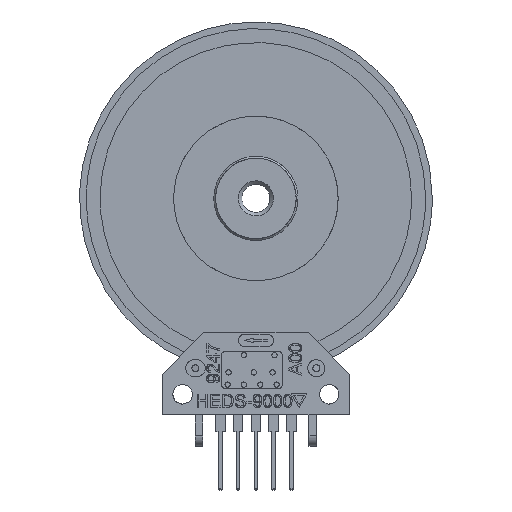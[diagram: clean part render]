
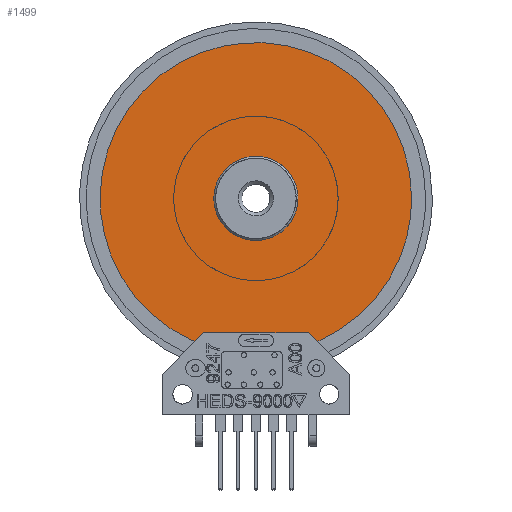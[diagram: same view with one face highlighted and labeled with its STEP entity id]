
A CAD part, top view. The second image highlights one B-rep face of the part: STEP entity #1499.
In plain terms, the highlighted free-form (B-spline) face has degree [2, 1] with [9, 2] control points.
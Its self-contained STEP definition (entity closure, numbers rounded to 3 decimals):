
#1499 = ADVANCED_FACE('',(#1500),#1536,.T.);
#1500 = FACE_BOUND('',#1501,.T.);
#1501 = EDGE_LOOP('',(#1502,#1511,#1523,#1524));
#1502 = ORIENTED_EDGE('',*,*,#1503,.F.);
#1503 = EDGE_CURVE('',#1504,#1506,#1508,.T.);
#1504 = VERTEX_POINT('',#1505);
#1505 = CARTESIAN_POINT('',(20.444,21.362,
    0.018));
#1506 = VERTEX_POINT('',#1507);
#1507 = CARTESIAN_POINT('',(5.513,21.362,
    0.018));
#1508 = B_SPLINE_CURVE_WITH_KNOTS('',1,(#1509,#1510),.UNSPECIFIED.,.F.,
  .F.,(2,2),(22.228,38.478),.PIECEWISE_BEZIER_KNOTS.);
#1509 = CARTESIAN_POINT('',(20.444,21.362,
    0.018));
#1510 = CARTESIAN_POINT('',(5.513,21.362,
    0.018));
#1511 = ORIENTED_EDGE('',*,*,#1512,.T.);
#1512 = EDGE_CURVE('',#1504,#1504,#1513,.T.);
#1513 = ( BOUNDED_CURVE() B_SPLINE_CURVE(2,(#1514,#1515,#1516,#1517,
    #1518,#1519,#1520,#1521,#1522),.UNSPECIFIED.,.T.,.F.) 
B_SPLINE_CURVE_WITH_KNOTS((1,2,2,2,2,2,1),(-39.584,0.,
    39.584,79.168,118.752,158.336,
197.92),.UNSPECIFIED.) CURVE() GEOMETRIC_REPRESENTATION_ITEM() 
RATIONAL_B_SPLINE_CURVE((1.,0.707,1.,0.707,1.,
0.707,1.,0.707,1.)) REPRESENTATION_ITEM('') );
#1514 = CARTESIAN_POINT('',(20.444,21.362,
    0.018));
#1515 = CARTESIAN_POINT('',(20.444,41.806,
    0.018));
#1516 = CARTESIAN_POINT('',(0.,41.806,
    0.018));
#1517 = CARTESIAN_POINT('',(-20.444,41.806,
    0.018));
#1518 = CARTESIAN_POINT('',(-20.444,21.362,
    0.018));
#1519 = CARTESIAN_POINT('',(-20.444,0.919,
    0.018));
#1520 = CARTESIAN_POINT('',(0.,0.919,
    0.018));
#1521 = CARTESIAN_POINT('',(20.444,0.919,
    0.018));
#1522 = CARTESIAN_POINT('',(20.444,21.362,
    0.018));
#1523 = ORIENTED_EDGE('',*,*,#1503,.T.);
#1524 = ORIENTED_EDGE('',*,*,#1525,.F.);
#1525 = EDGE_CURVE('',#1506,#1506,#1526,.T.);
#1526 = ( BOUNDED_CURVE() B_SPLINE_CURVE(2,(#1527,#1528,#1529,#1530,
    #1531,#1532,#1533,#1534,#1535),.UNSPECIFIED.,.T.,.F.) 
B_SPLINE_CURVE_WITH_KNOTS((1,2,2,2,2,2,1),(-39.584,0.,
    39.584,79.168,118.752,158.336,
197.92),.UNSPECIFIED.) CURVE() GEOMETRIC_REPRESENTATION_ITEM() 
RATIONAL_B_SPLINE_CURVE((1.,0.707,1.,0.707,1.,
0.707,1.,0.707,1.)) REPRESENTATION_ITEM('') );
#1527 = CARTESIAN_POINT('',(5.513,21.362,
    0.018));
#1528 = CARTESIAN_POINT('',(5.513,26.875,
    0.018));
#1529 = CARTESIAN_POINT('',(0.,26.875,
    0.018));
#1530 = CARTESIAN_POINT('',(-5.513,26.875,
    0.018));
#1531 = CARTESIAN_POINT('',(-5.513,21.362,
    0.018));
#1532 = CARTESIAN_POINT('',(-5.513,15.85,
    0.018));
#1533 = CARTESIAN_POINT('',(0.,15.85,
    0.018));
#1534 = CARTESIAN_POINT('',(5.513,15.85,
    0.018));
#1535 = CARTESIAN_POINT('',(5.513,21.362,
    0.018));
#1536 = ( BOUNDED_SURFACE() B_SPLINE_SURFACE(2,1,(
    (#1537,#1538)
    ,(#1539,#1540)
    ,(#1541,#1542)
    ,(#1543,#1544)
    ,(#1545,#1546)
    ,(#1547,#1548)
    ,(#1549,#1550)
    ,(#1551,#1552)
    ,(#1553,#1554
)),.UNSPECIFIED.,.T.,.F.,.F.) B_SPLINE_SURFACE_WITH_KNOTS((1,2,2,2,2,2,1
    ),(2,2),(-39.584,0.,39.584,79.168,
    118.752,158.336,197.92),(22.228,38.478),
.UNSPECIFIED.) GEOMETRIC_REPRESENTATION_ITEM() RATIONAL_B_SPLINE_SURFACE
((
    (1.,1.)
    ,(0.707,0.707)
    ,(1.,1.)
    ,(0.707,0.707)
    ,(1.,1.)
    ,(0.707,0.707)
    ,(1.,1.)
    ,(0.707,0.707)
,(1.,1.))) REPRESENTATION_ITEM('') SURFACE() );
#1537 = CARTESIAN_POINT('',(20.444,21.362,
    0.018));
#1538 = CARTESIAN_POINT('',(5.513,21.362,
    0.018));
#1539 = CARTESIAN_POINT('',(20.444,41.806,
    0.018));
#1540 = CARTESIAN_POINT('',(5.513,26.875,
    0.018));
#1541 = CARTESIAN_POINT('',(0.,41.806,
    0.018));
#1542 = CARTESIAN_POINT('',(0.,26.875,
    0.018));
#1543 = CARTESIAN_POINT('',(-20.444,41.806,
    0.018));
#1544 = CARTESIAN_POINT('',(-5.513,26.875,
    0.018));
#1545 = CARTESIAN_POINT('',(-20.444,21.362,
    0.018));
#1546 = CARTESIAN_POINT('',(-5.513,21.362,
    0.018));
#1547 = CARTESIAN_POINT('',(-20.444,0.919,
    0.018));
#1548 = CARTESIAN_POINT('',(-5.513,15.85,
    0.018));
#1549 = CARTESIAN_POINT('',(0.,0.919,
    0.018));
#1550 = CARTESIAN_POINT('',(0.,15.85,
    0.018));
#1551 = CARTESIAN_POINT('',(20.444,0.919,
    0.018));
#1552 = CARTESIAN_POINT('',(5.513,15.85,
    0.018));
#1553 = CARTESIAN_POINT('',(20.444,21.362,
    0.018));
#1554 = CARTESIAN_POINT('',(5.513,21.362,
    0.018));
